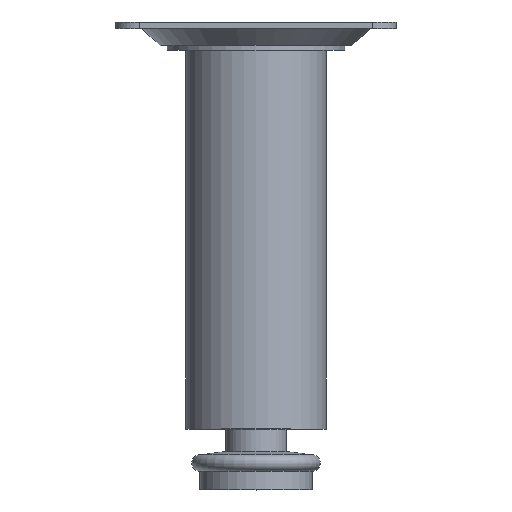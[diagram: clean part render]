
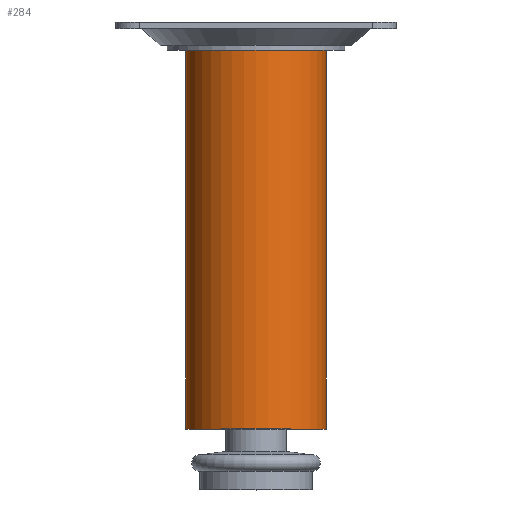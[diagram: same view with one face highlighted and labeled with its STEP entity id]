
A CAD part, top view. The second image highlights one B-rep face of the part: STEP entity #284.
In plain terms, the highlighted cylindrical face has radius 15 mm (diameter 30 mm), a partial arc.
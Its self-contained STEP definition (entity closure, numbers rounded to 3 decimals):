
#44 = AXIS2_PLACEMENT_3D ( 'NONE', #356, #85, #1031 ) ;
#52 = EDGE_CURVE ( 'NONE', #601, #1004, #92, .T. ) ;
#85 = DIRECTION ( 'NONE',  ( 0., 1., 0. ) ) ;
#92 = LINE ( 'NONE', #437, #997 ) ;
#114 = EDGE_LOOP ( 'NONE', ( #133, #136, #1102, #1101 ) ) ;
#117 = CIRCLE ( 'NONE', #887, 15. ) ;
#132 = CIRCLE ( 'NONE', #164, 15. ) ;
#133 = ORIENTED_EDGE ( 'NONE', *, *, #998, .T. ) ;
#136 = ORIENTED_EDGE ( 'NONE', *, *, #52, .T. ) ;
#164 = AXIS2_PLACEMENT_3D ( 'NONE', #308, #1075, #573 ) ;
#272 = CARTESIAN_POINT ( 'NONE',  ( 0., 13., 0. ) ) ;
#284 = ADVANCED_FACE ( 'NONE', ( #694 ), #870, .T. ) ;
#306 = DIRECTION ( 'NONE',  ( 0., 1., 0. ) ) ;
#308 = CARTESIAN_POINT ( 'NONE',  ( 0., 94., 0. ) ) ;
#356 = CARTESIAN_POINT ( 'NONE',  ( 0., 100., 0. ) ) ;
#366 = CARTESIAN_POINT ( 'NONE',  ( 15., 13., 0. ) ) ;
#437 = CARTESIAN_POINT ( 'NONE',  ( 15., 100., 0. ) ) ;
#451 = EDGE_CURVE ( 'NONE', #531, #593, #484, .T. ) ;
#484 = LINE ( 'NONE', #737, #803 ) ;
#531 = VERTEX_POINT ( 'NONE', #1002 ) ;
#573 = DIRECTION ( 'NONE',  ( -1., 0., 0. ) ) ;
#593 = VERTEX_POINT ( 'NONE', #696 ) ;
#601 = VERTEX_POINT ( 'NONE', #366 ) ;
#689 = EDGE_CURVE ( 'NONE', #593, #1004, #132, .T. ) ;
#694 = FACE_OUTER_BOUND ( 'NONE', #114, .T. ) ;
#696 = CARTESIAN_POINT ( 'NONE',  ( -15., 94., 0. ) ) ;
#737 = CARTESIAN_POINT ( 'NONE',  ( -15., 100., 0. ) ) ;
#781 = DIRECTION ( 'NONE',  ( 0., 1., 0. ) ) ;
#787 = DIRECTION ( 'NONE',  ( 0., 1., 0. ) ) ;
#803 = VECTOR ( 'NONE', #306, 1000. ) ;
#859 = DIRECTION ( 'NONE',  ( -1., 0., 0. ) ) ;
#870 = CYLINDRICAL_SURFACE ( 'NONE', #44, 15. ) ;
#876 = CARTESIAN_POINT ( 'NONE',  ( 15., 94., 0. ) ) ;
#887 = AXIS2_PLACEMENT_3D ( 'NONE', #272, #787, #859 ) ;
#997 = VECTOR ( 'NONE', #781, 1000. ) ;
#998 = EDGE_CURVE ( 'NONE', #531, #601, #117, .T. ) ;
#1002 = CARTESIAN_POINT ( 'NONE',  ( -15., 13., 0. ) ) ;
#1004 = VERTEX_POINT ( 'NONE', #876 ) ;
#1031 = DIRECTION ( 'NONE',  ( -1., 0., 0. ) ) ;
#1075 = DIRECTION ( 'NONE',  ( 0., 1., 0. ) ) ;
#1101 = ORIENTED_EDGE ( 'NONE', *, *, #451, .F. ) ;
#1102 = ORIENTED_EDGE ( 'NONE', *, *, #689, .F. ) ;
